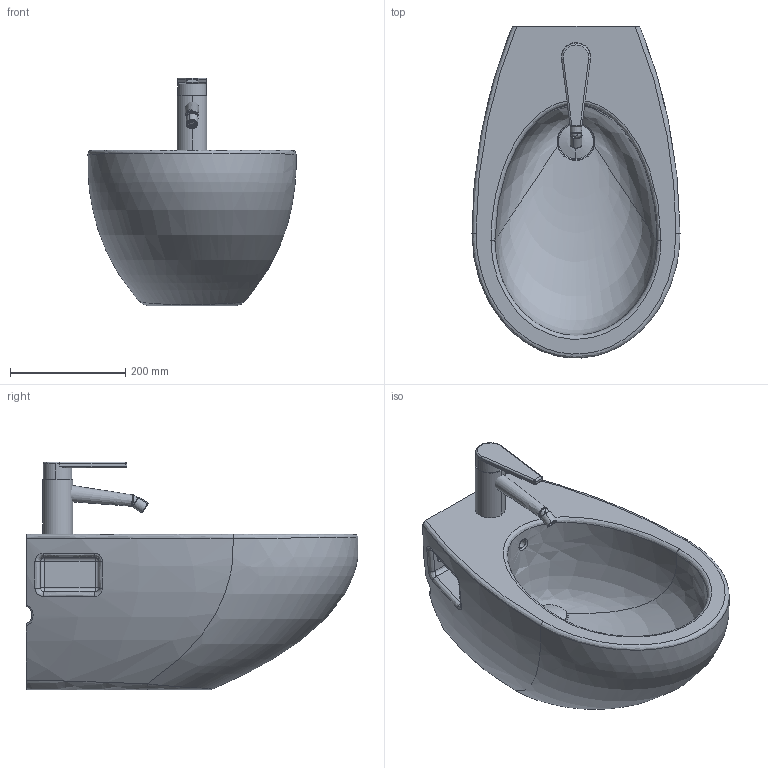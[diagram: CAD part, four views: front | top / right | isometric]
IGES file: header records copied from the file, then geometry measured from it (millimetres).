
Global section: file name: No Iges File Name specified; native system: AutoDesk Inventor R11.0; preprocessor: AutoDesk Inventor Iges Exporter R11.0; author: No Author specified; organization: No Organization specified; date: 20080307.175129; units: millimetre
Bounding box: 360.5 x 575.33 x 395 mm (x, y, z)
Volume: 20812144.2 mm3; surface area: 980338 mm2
Topology: 8 solids, 8 shells, 289 faces, 673 edges, 399 vertices
Faces by surface type: revolution 83, bspline 72, plane 72, cylinder 33, torus 21, sphere 6, cone 2
